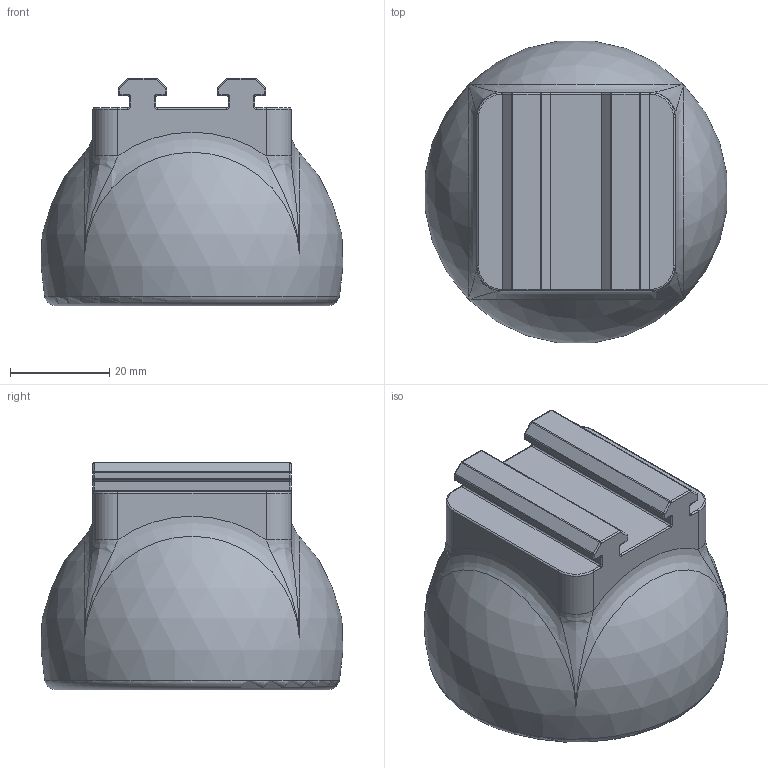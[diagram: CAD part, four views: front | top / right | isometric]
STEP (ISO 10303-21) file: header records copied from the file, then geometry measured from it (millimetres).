
FILE_DESCRIPTION(/* description */ ('STEP AP242','CAx-IF Rec.Pracs.---Representation and Presentation of Product Manufacturing Information (PMI)---4.0---2014-10-13','CAx-IF Rec.Pracs.---3D Tessellated Geometry---0.4---2014-09-14','2;1'),/* implementation_level */ '2;1');
FILE_NAME(/* name */ '687161608a143a5e0a53d7f6',/* time_stamp */ '2025-07-11T19:09:20Z',/* author */ (''),/* organization */ (''),/* preprocessor_version */ 'ST-DEVELOPER v20',/* originating_system */ 'ONSHAPE BY PTC INC, 1.200',/* authorisation */ ' ');
FILE_SCHEMA (('AP242_MANAGED_MODEL_BASED_3D_ENGINEERING_MIM_LF { 1 0 10303 442 1 1 4 }'));
Length unit declared in the file: metre
Products named in the file (1): BallHolder
Bounding box: 60.97 x 60.97 x 45.99 mm (x, y, z)
Volume: 44036 mm3; surface area: 16567.9 mm2
Topology: 1 solids, 1 shells, 148 faces, 344 edges, 169 vertices
Faces by surface type: cylinder 68, sphere 26, plane 25, torus 25, bspline 4
Entity records: 4010 total; most frequent: CARTESIAN_POINT 775, DIRECTION 758, ORIENTED_EDGE 620, AXIS2_PLACEMENT_3D 311, EDGE_CURVE 310, VERTEX_POINT 168, CIRCLE 166, FACE_BOUND 152
